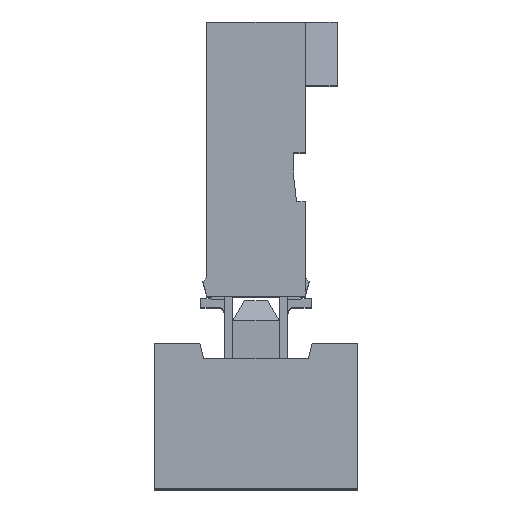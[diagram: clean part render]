
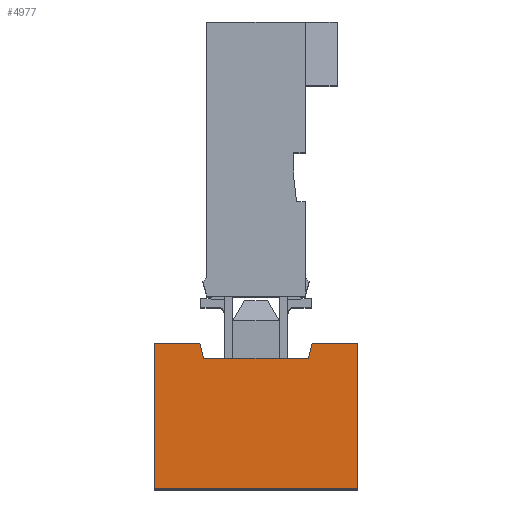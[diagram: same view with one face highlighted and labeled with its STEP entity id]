
A CAD part, top view. The second image highlights one B-rep face of the part: STEP entity #4977.
In plain terms, the highlighted planar face has unit normal (0, 0, 1).
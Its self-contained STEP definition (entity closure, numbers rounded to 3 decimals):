
#4977 = ADVANCED_FACE( '', ( #10441 ), #10442, .T. );
#10441 = FACE_OUTER_BOUND( '', #16350, .T. );
#10442 = PLANE( '', #16351 );
#16350 = EDGE_LOOP( '', ( #32443, #32444, #32445, #32446, #32447, #32448, #32449, #32450 ) );
#16351 = AXIS2_PLACEMENT_3D( '', #32451, #32452, #32453 );
#32443 = ORIENTED_EDGE( '', *, *, #43749, .F. );
#32444 = ORIENTED_EDGE( '', *, *, #38996, .F. );
#32445 = ORIENTED_EDGE( '', *, *, #43750, .F. );
#32446 = ORIENTED_EDGE( '', *, *, #43751, .F. );
#32447 = ORIENTED_EDGE( '', *, *, #43752, .T. );
#32448 = ORIENTED_EDGE( '', *, *, #41954, .F. );
#32449 = ORIENTED_EDGE( '', *, *, #42628, .T. );
#32450 = ORIENTED_EDGE( '', *, *, #43753, .F. );
#32451 = CARTESIAN_POINT( '', ( 20.976, 5.264, -10. ) );
#32452 = DIRECTION( '', ( 0., 0., 1. ) );
#32453 = DIRECTION( '', ( 1., 0., 0. ) );
#38996 = EDGE_CURVE( '', #48302, #48304, #48305, .T. );
#41954 = EDGE_CURVE( '', #52820, #52821, #52822, .T. );
#42628 = EDGE_CURVE( '', #52820, #53703, #53705, .T. );
#43749 = EDGE_CURVE( '', #48304, #55062, #55063, .T. );
#43750 = EDGE_CURVE( '', #55064, #48302, #55065, .T. );
#43751 = EDGE_CURVE( '', #55066, #55064, #55067, .T. );
#43752 = EDGE_CURVE( '', #55066, #52821, #55068, .T. );
#43753 = EDGE_CURVE( '', #55062, #53703, #55069, .T. );
#48302 = VERTEX_POINT( '', #61330 );
#48304 = VERTEX_POINT( '', #61333 );
#48305 = LINE( '', #61334, #61335 );
#52820 = VERTEX_POINT( '', #68053 );
#52821 = VERTEX_POINT( '', #68054 );
#52822 = LINE( '', #68055, #68056 );
#53703 = VERTEX_POINT( '', #69381 );
#53705 = LINE( '', #69384, #69385 );
#55062 = VERTEX_POINT( '', #71414 );
#55063 = LINE( '', #71415, #71416 );
#55064 = VERTEX_POINT( '', #71417 );
#55065 = LINE( '', #71418, #71419 );
#55066 = VERTEX_POINT( '', #71420 );
#55067 = LINE( '', #71421, #71422 );
#55068 = LINE( '', #71423, #71424 );
#55069 = LINE( '', #71425, #71426 );
#61330 = CARTESIAN_POINT( '', ( 24.476, -5.152, -10. ) );
#61333 = CARTESIAN_POINT( '', ( 17.476, -5.152, -10. ) );
#61334 = CARTESIAN_POINT( '', ( 24.476, -5.152, -10. ) );
#61335 = VECTOR( '', #74603, 1000. );
#68053 = CARTESIAN_POINT( '', ( 19.176, -0.652, -10. ) );
#68054 = CARTESIAN_POINT( '', ( 22.776, -0.652, -10. ) );
#68055 = CARTESIAN_POINT( '', ( 20.976, -0.652, -10. ) );
#68056 = VECTOR( '', #77290, 1000. );
#69381 = CARTESIAN_POINT( '', ( 19.042, -0.152, -10. ) );
#69384 = CARTESIAN_POINT( '', ( 18.942, 0.222, -10. ) );
#69385 = VECTOR( '', #77862, 1000. );
#71414 = CARTESIAN_POINT( '', ( 17.476, -0.152, -10. ) );
#71415 = CARTESIAN_POINT( '', ( 17.476, -5.152, -10. ) );
#71416 = VECTOR( '', #78739, 1000. );
#71417 = CARTESIAN_POINT( '', ( 24.476, -0.152, -10. ) );
#71418 = CARTESIAN_POINT( '', ( 24.476, -0.152, -10. ) );
#71419 = VECTOR( '', #78740, 1000. );
#71420 = CARTESIAN_POINT( '', ( 22.91, -0.152, -10. ) );
#71421 = CARTESIAN_POINT( '', ( 17.476, -0.152, -10. ) );
#71422 = VECTOR( '', #78741, 1000. );
#71423 = CARTESIAN_POINT( '', ( 23.01, 0.222, -10. ) );
#71424 = VECTOR( '', #78742, 1000. );
#71425 = CARTESIAN_POINT( '', ( 17.476, -0.152, -10. ) );
#71426 = VECTOR( '', #78743, 1000. );
#74603 = DIRECTION( '', ( -1., 0., 0. ) );
#77290 = DIRECTION( '', ( 1., 0., 0. ) );
#77862 = DIRECTION( '', ( -0.259, 0.966, 0. ) );
#78739 = DIRECTION( '', ( 0., 1., 0. ) );
#78740 = DIRECTION( '', ( 0., -1., 0. ) );
#78741 = DIRECTION( '', ( 1., 0., 0. ) );
#78742 = DIRECTION( '', ( -0.259, -0.966, 0. ) );
#78743 = DIRECTION( '', ( 1., 0., 0. ) );
